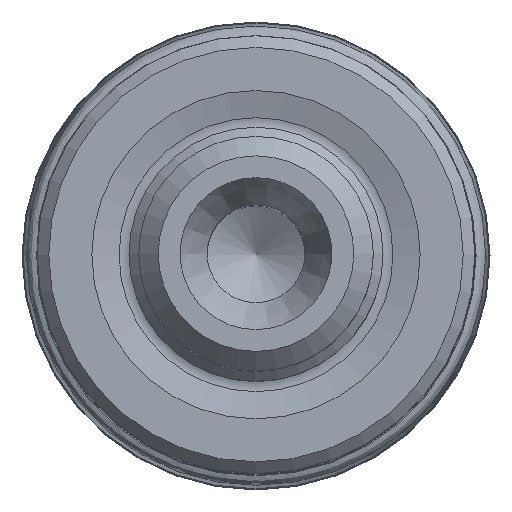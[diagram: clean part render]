
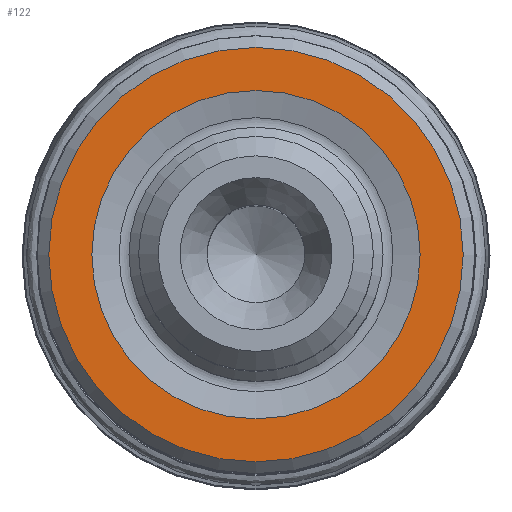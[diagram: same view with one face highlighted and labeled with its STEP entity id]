
A CAD part, top view. The second image highlights one B-rep face of the part: STEP entity #122.
In plain terms, the highlighted planar face has unit normal (0, 0, 1).
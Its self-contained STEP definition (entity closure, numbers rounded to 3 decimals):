
#58=PLANE('',#901);
#122=ADVANCED_FACE('',(#341,#342),#58,.F.);
#341=FACE_BOUND('',#473,.T.);
#342=FACE_BOUND('',#474,.T.);
#473=EDGE_LOOP('',(#605));
#474=EDGE_LOOP('',(#606));
#605=ORIENTED_EDGE('',*,*,#766,.T.);
#606=ORIENTED_EDGE('',*,*,#767,.F.);
#699=VERTEX_POINT('',#1572);
#700=VERTEX_POINT('',#1574);
#766=EDGE_CURVE('',#699,#699,#832,.T.);
#767=EDGE_CURVE('',#700,#700,#833,.T.);
#832=CIRCLE('',#899,5.3);
#833=CIRCLE('',#900,4.199);
#899=AXIS2_PLACEMENT_3D('',#1571,#1069,#1070);
#900=AXIS2_PLACEMENT_3D('',#1573,#1071,#1072);
#901=AXIS2_PLACEMENT_3D('',#1575,#1073,#1074);
#1069=DIRECTION('',(0.,0.,1.));
#1070=DIRECTION('',(-1.,0.,0.));
#1071=DIRECTION('',(0.,0.,1.));
#1072=DIRECTION('',(-1.,0.,0.));
#1073=DIRECTION('',(0.,0.,-1.));
#1074=DIRECTION('',(-1.,0.,0.));
#1571=CARTESIAN_POINT('',(0.,0.,0.));
#1572=CARTESIAN_POINT('',(-5.3,0.,0.));
#1573=CARTESIAN_POINT('',(0.,0.,0.));
#1574=CARTESIAN_POINT('',(-4.199,0.,0.));
#1575=CARTESIAN_POINT('',(0.,0.,0.));
